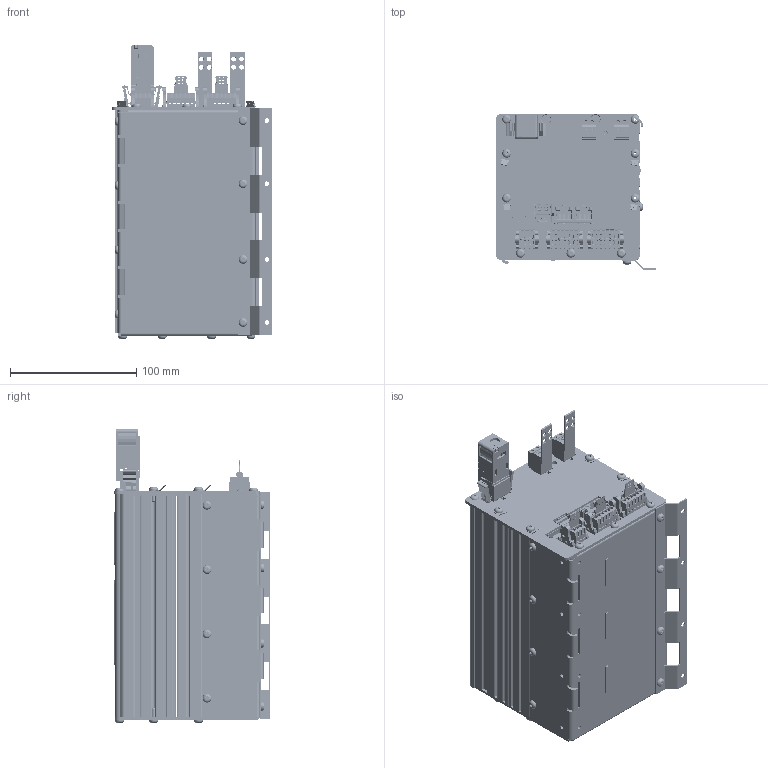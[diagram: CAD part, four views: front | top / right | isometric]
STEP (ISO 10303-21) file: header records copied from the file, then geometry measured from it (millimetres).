
FILE_DESCRIPTION (( 'STEP AP214' ), '1' );
FILE_NAME ('JB70D2-SA Customer vers.STEP', '2025-01-31T10:13:52', ( '' ), ( '' ), 'SwSTEP 2.0', 'SolidWorks 2024', '' );
FILE_SCHEMA (( 'AUTOMOTIVE_DESIGN' ));
Products named in the file (1): JB70D2-SA Customer vers
Bounding box: 126.8 x 123.65 x 233.1 mm (x, y, z)
Surface area: 291146.6 mm2 (no closed solid volume)
Topology: 0 solids, 960 shells, 6398 faces, 28219 edges, 22068 vertices
Faces by surface type: plane 4396, cylinder 1586, bspline 199, cone 126, torus 87, sphere 4
Full cylindrical faces by diameter (mm): 0.86 x1, 0.88 x6, 1 x4, 1.27 x1, 1.32 x12, 1.9 x6, 2.032 x1, 2.1 x4, 2.489 x2, 2.5 x7, 3.1 x12, 3.5 x7, 3.7 x12, 4 x1, 4.6 x4, 5 x1, 7 x28, 7.2 x2, 8 x2, 10 x1
Entity records: 306809 total; most frequent: CARTESIAN_POINT 88654, DIRECTION 41949, ORIENTED_EDGE 38212, EDGE_CURVE 27922, VERTEX_POINT 21989, LINE 20437, VECTOR 20437, AXIS2_PLACEMENT_3D 10756
